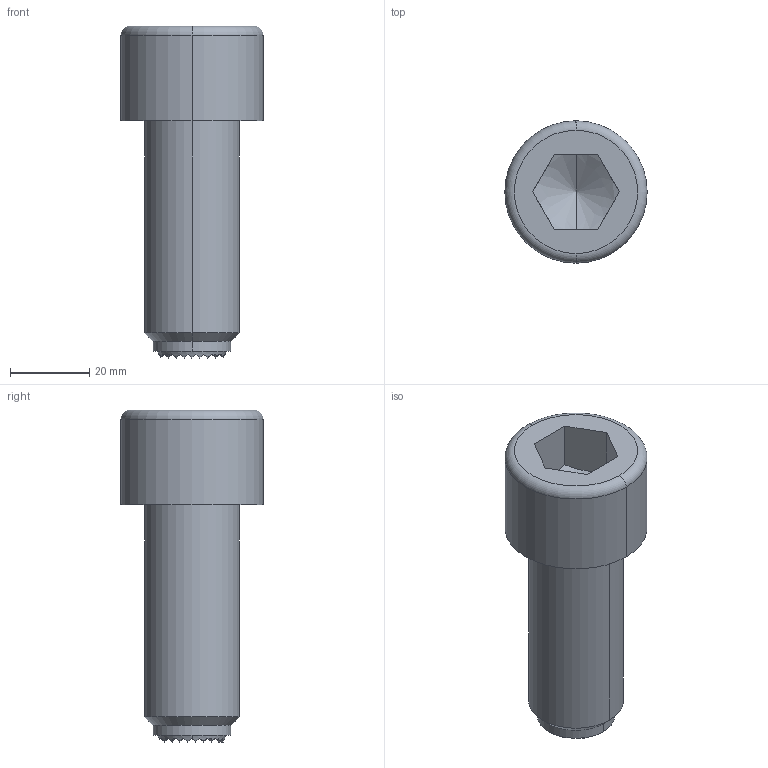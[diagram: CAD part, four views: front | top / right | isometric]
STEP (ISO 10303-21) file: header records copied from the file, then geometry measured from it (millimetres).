
FILE_DESCRIPTION(('STEP AP214'),'1');
FILE_NAME(' ',' ',('TraceParts'),('TraceParts S.A.'),'XStep 1.0',' ',' ');
FILE_SCHEMA(('automotive_design'));
Length unit declared in the file: millimetre
Products named in the file (2): 1; 2
Bounding box: 36 x 36 x 84 mm (x, y, z)
Volume: 47995.7 mm3; surface area: 10780.7 mm2
Topology: 2 solids, 2 shells, 271 faces, 480 edges, 211 vertices
Faces by surface type: plane 257, cylinder 6, cone 4, sphere 2, torus 2
Entity records: 11675 total; most frequent: DIRECTION 1109, CARTESIAN_POINT 976, STYLED_ITEM 960, PRESENTATION_STYLE_ASSIGNMENT 960, COLOUR_RGB 960, ORIENTED_EDGE 952, EDGE_CURVE 476, CURVE_STYLE 476
